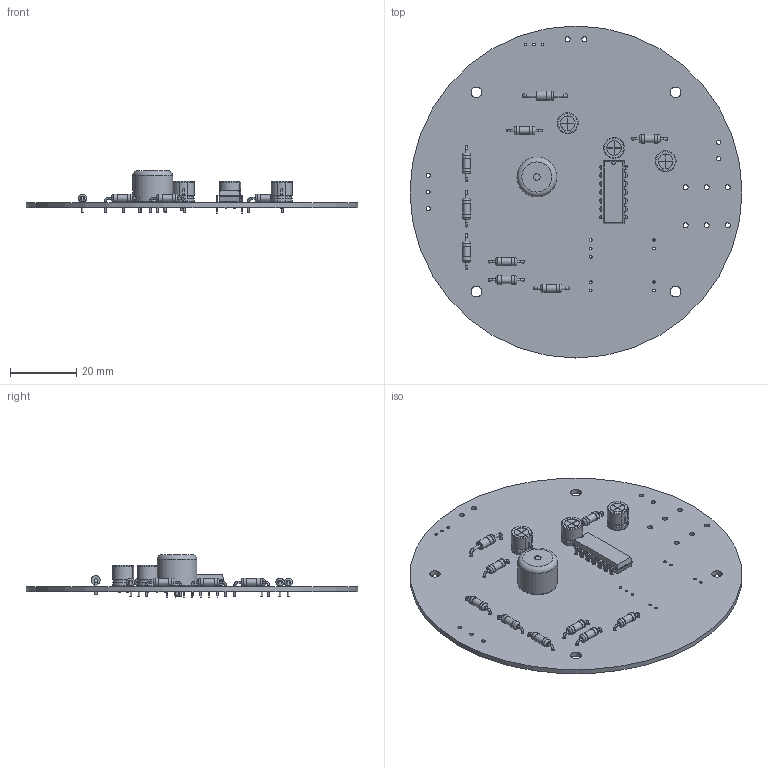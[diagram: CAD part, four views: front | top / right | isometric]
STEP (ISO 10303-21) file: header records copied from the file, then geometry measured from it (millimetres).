
FILE_DESCRIPTION(('KiCad electronic assembly'),'2;1');
FILE_NAME('g02-bongazo.step','2025-06-27T12:29:18',('Pcbnew'),('Kicad'), 'Open CASCADE STEP processor 7.8','KiCad to STEP converter','Unknown' );
FILE_SCHEMA(('AUTOMOTIVE_DESIGN { 1 0 10303 214 1 1 1 1 }'));
Length unit declared in the file: millimetre
Products named in the file (7): g02-bongazo 1; R_Axial_DIN0207_L6.3mm_D2.5mm_P10.16mm_Horizontal; DIP-14_W7.62mm; Buzzer_12x9.5RM7.6; CP_Radial_D6.3mm_P2.50mm; D_DO-41_SOD81_P12.70mm_Horizontal; g02-bongazo_PCB
Assembly tree (15 placements, depth 2):
  g02-bongazo 1
    R_Axial_DIN0207_L6.3mm_D2.5mm_P10.16mm_Horizontal  x8
    DIP-14_W7.62mm
    Buzzer_12x9.5RM7.6
    CP_Radial_D6.3mm_P2.50mm  x3
    D_DO-41_SOD81_P12.70mm_Horizontal
    g02-bongazo_PCB
Bounding box: 100 x 100 x 12.83 mm (x, y, z)
Volume: 14029 mm3; surface area: 18890.9 mm2
Topology: 15 solids, 18 shells, 624 faces, 1468 edges, 928 vertices
Faces by surface type: plane 325, cylinder 205, torus 44, bspline 38, revolution 12
Full cylindrical faces by diameter (mm): 0.5 x6, 0.6 x32, 0.762 x9, 0.8 x43, 0.9 x2, 1 x2, 1.1 x2, 1.2 x3, 1.3 x2, 1.5 x6, 1.52 x2, 2 x1, 2.25 x8, 2.5 x16, 2.7 x2, 2.72 x1, 3.2 x4, 12 x1, 100 x1
Entity records: 16128 total; most frequent: CARTESIAN_POINT 3118, ORIENTED_EDGE 2130, DIRECTION 2127, EDGE_CURVE 1065, LINE 735, VECTOR 735, AXIS2_PLACEMENT_3D 694, VERTEX_POINT 680
